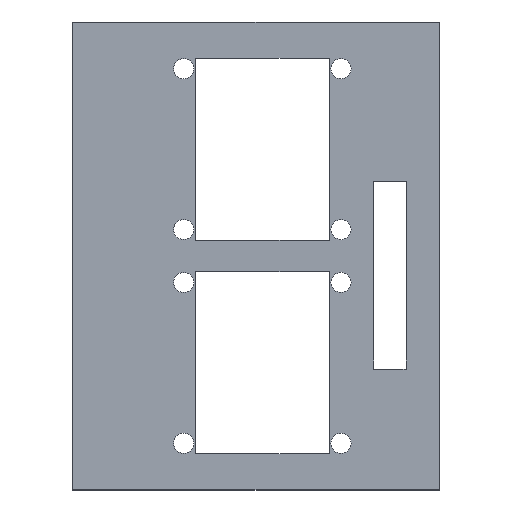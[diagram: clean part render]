
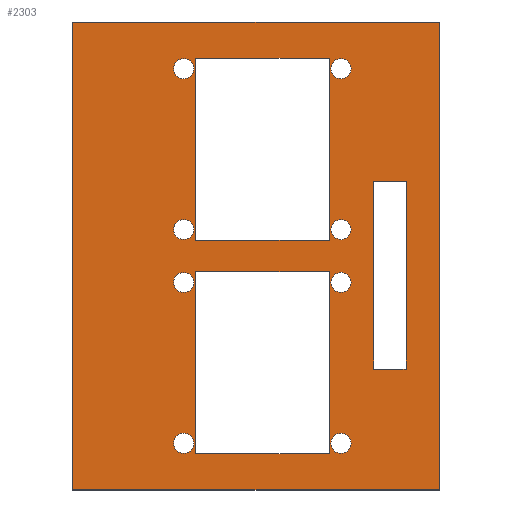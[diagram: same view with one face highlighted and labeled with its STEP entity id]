
A CAD part, top view. The second image highlights one B-rep face of the part: STEP entity #2303.
In plain terms, the highlighted planar face has unit normal (0, 0, 1).
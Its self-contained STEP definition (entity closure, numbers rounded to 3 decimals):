
#89=CIRCLE('',#2443,1.5);
#90=CIRCLE('',#2444,1.5);
#91=CIRCLE('',#2445,1.5);
#92=CIRCLE('',#2446,1.5);
#93=CIRCLE('',#2447,1.5);
#94=CIRCLE('',#2448,1.5);
#95=CIRCLE('',#2449,1.5);
#96=CIRCLE('',#2450,1.5);
#108=FACE_BOUND('',#267,.T.);
#109=FACE_BOUND('',#268,.T.);
#110=FACE_BOUND('',#269,.T.);
#111=FACE_BOUND('',#270,.T.);
#112=FACE_BOUND('',#271,.T.);
#113=FACE_BOUND('',#272,.T.);
#114=FACE_BOUND('',#273,.T.);
#115=FACE_BOUND('',#274,.T.);
#116=FACE_BOUND('',#275,.T.);
#117=FACE_BOUND('',#276,.T.);
#118=FACE_BOUND('',#277,.T.);
#131=FACE_OUTER_BOUND('',#266,.T.);
#266=EDGE_LOOP('',(#1617,#1618,#1619,#1620));
#267=EDGE_LOOP('',(#1621,#1622,#1623,#1624));
#268=EDGE_LOOP('',(#1625,#1626,#1627,#1628));
#269=EDGE_LOOP('',(#1629,#1630,#1631,#1632));
#270=EDGE_LOOP('',(#1633));
#271=EDGE_LOOP('',(#1634));
#272=EDGE_LOOP('',(#1635));
#273=EDGE_LOOP('',(#1636));
#274=EDGE_LOOP('',(#1637));
#275=EDGE_LOOP('',(#1638));
#276=EDGE_LOOP('',(#1639));
#277=EDGE_LOOP('',(#1640));
#393=LINE('',#3239,#680);
#396=LINE('',#3245,#683);
#403=LINE('',#3260,#690);
#411=LINE('',#3274,#698);
#453=LINE('',#3375,#740);
#456=LINE('',#3381,#743);
#457=LINE('',#3383,#744);
#458=LINE('',#3385,#745);
#459=LINE('',#3386,#746);
#460=LINE('',#3388,#747);
#461=LINE('',#3390,#748);
#462=LINE('',#3391,#749);
#463=LINE('',#3394,#750);
#464=LINE('',#3396,#751);
#465=LINE('',#3398,#752);
#466=LINE('',#3399,#753);
#680=VECTOR('',#2602,10.);
#683=VECTOR('',#2607,10.);
#690=VECTOR('',#2618,10.);
#698=VECTOR('',#2630,10.);
#740=VECTOR('',#2700,10.);
#743=VECTOR('',#2705,10.);
#744=VECTOR('',#2706,10.);
#745=VECTOR('',#2707,10.);
#746=VECTOR('',#2708,10.);
#747=VECTOR('',#2709,10.);
#748=VECTOR('',#2710,10.);
#749=VECTOR('',#2711,10.);
#750=VECTOR('',#2712,10.);
#751=VECTOR('',#2713,10.);
#752=VECTOR('',#2714,10.);
#753=VECTOR('',#2715,10.);
#967=VERTEX_POINT('',#3236);
#968=VERTEX_POINT('',#3238);
#970=VERTEX_POINT('',#3244);
#976=VERTEX_POINT('',#3259);
#1024=VERTEX_POINT('',#3373);
#1025=VERTEX_POINT('',#3374);
#1026=VERTEX_POINT('',#3379);
#1027=VERTEX_POINT('',#3380);
#1028=VERTEX_POINT('',#3382);
#1029=VERTEX_POINT('',#3384);
#1030=VERTEX_POINT('',#3387);
#1031=VERTEX_POINT('',#3389);
#1032=VERTEX_POINT('',#3392);
#1033=VERTEX_POINT('',#3393);
#1034=VERTEX_POINT('',#3395);
#1035=VERTEX_POINT('',#3397);
#1036=VERTEX_POINT('',#3400);
#1037=VERTEX_POINT('',#3402);
#1038=VERTEX_POINT('',#3404);
#1039=VERTEX_POINT('',#3406);
#1040=VERTEX_POINT('',#3408);
#1041=VERTEX_POINT('',#3410);
#1042=VERTEX_POINT('',#3412);
#1043=VERTEX_POINT('',#3414);
#1190=EDGE_CURVE('',#968,#967,#393,.T.);
#1193=EDGE_CURVE('',#970,#968,#396,.T.);
#1200=EDGE_CURVE('',#976,#970,#403,.T.);
#1208=EDGE_CURVE('',#967,#976,#411,.T.);
#1258=EDGE_CURVE('',#1024,#1025,#453,.T.);
#1261=EDGE_CURVE('',#1026,#1027,#456,.T.);
#1262=EDGE_CURVE('',#1026,#1028,#457,.T.);
#1263=EDGE_CURVE('',#1029,#1028,#458,.T.);
#1264=EDGE_CURVE('',#1029,#1027,#459,.T.);
#1265=EDGE_CURVE('',#1030,#1024,#460,.T.);
#1266=EDGE_CURVE('',#1025,#1031,#461,.T.);
#1267=EDGE_CURVE('',#1031,#1030,#462,.T.);
#1268=EDGE_CURVE('',#1032,#1033,#463,.T.);
#1269=EDGE_CURVE('',#1033,#1034,#464,.T.);
#1270=EDGE_CURVE('',#1034,#1035,#465,.T.);
#1271=EDGE_CURVE('',#1035,#1032,#466,.T.);
#1272=EDGE_CURVE('',#1036,#1036,#89,.T.);
#1273=EDGE_CURVE('',#1037,#1037,#90,.T.);
#1274=EDGE_CURVE('',#1038,#1038,#91,.T.);
#1275=EDGE_CURVE('',#1039,#1039,#92,.T.);
#1276=EDGE_CURVE('',#1040,#1040,#93,.T.);
#1277=EDGE_CURVE('',#1041,#1041,#94,.T.);
#1278=EDGE_CURVE('',#1042,#1042,#95,.T.);
#1279=EDGE_CURVE('',#1043,#1043,#96,.T.);
#1617=ORIENTED_EDGE('',*,*,#1261,.F.);
#1618=ORIENTED_EDGE('',*,*,#1262,.T.);
#1619=ORIENTED_EDGE('',*,*,#1263,.F.);
#1620=ORIENTED_EDGE('',*,*,#1264,.T.);
#1621=ORIENTED_EDGE('',*,*,#1193,.T.);
#1622=ORIENTED_EDGE('',*,*,#1190,.T.);
#1623=ORIENTED_EDGE('',*,*,#1208,.T.);
#1624=ORIENTED_EDGE('',*,*,#1200,.T.);
#1625=ORIENTED_EDGE('',*,*,#1265,.T.);
#1626=ORIENTED_EDGE('',*,*,#1258,.T.);
#1627=ORIENTED_EDGE('',*,*,#1266,.T.);
#1628=ORIENTED_EDGE('',*,*,#1267,.T.);
#1629=ORIENTED_EDGE('',*,*,#1268,.T.);
#1630=ORIENTED_EDGE('',*,*,#1269,.T.);
#1631=ORIENTED_EDGE('',*,*,#1270,.T.);
#1632=ORIENTED_EDGE('',*,*,#1271,.T.);
#1633=ORIENTED_EDGE('',*,*,#1272,.T.);
#1634=ORIENTED_EDGE('',*,*,#1273,.T.);
#1635=ORIENTED_EDGE('',*,*,#1274,.T.);
#1636=ORIENTED_EDGE('',*,*,#1275,.T.);
#1637=ORIENTED_EDGE('',*,*,#1276,.T.);
#1638=ORIENTED_EDGE('',*,*,#1277,.T.);
#1639=ORIENTED_EDGE('',*,*,#1278,.T.);
#1640=ORIENTED_EDGE('',*,*,#1279,.T.);
#2203=PLANE('',#2442);
#2303=ADVANCED_FACE('',(#131,#108,#109,#110,#111,#112,#113,#114,#115,#116,
#117,#118),#2203,.T.);
#2442=AXIS2_PLACEMENT_3D('',#3378,#2703,#2704);
#2443=AXIS2_PLACEMENT_3D('',#3401,#2716,#2717);
#2444=AXIS2_PLACEMENT_3D('',#3403,#2718,#2719);
#2445=AXIS2_PLACEMENT_3D('',#3405,#2720,#2721);
#2446=AXIS2_PLACEMENT_3D('',#3407,#2722,#2723);
#2447=AXIS2_PLACEMENT_3D('',#3409,#2724,#2725);
#2448=AXIS2_PLACEMENT_3D('',#3411,#2726,#2727);
#2449=AXIS2_PLACEMENT_3D('',#3413,#2728,#2729);
#2450=AXIS2_PLACEMENT_3D('',#3415,#2730,#2731);
#2602=DIRECTION('',(-1.,0.,0.));
#2607=DIRECTION('',(0.,-1.,0.));
#2618=DIRECTION('',(1.,0.,0.));
#2630=DIRECTION('',(0.,1.,0.));
#2700=DIRECTION('',(1.,0.,0.));
#2703=DIRECTION('center_axis',(0.,0.,1.));
#2704=DIRECTION('ref_axis',(-1.,0.,0.));
#2705=DIRECTION('',(1.,0.,0.));
#2706=DIRECTION('',(0.,-1.,0.));
#2707=DIRECTION('',(-1.,0.,0.));
#2708=DIRECTION('',(0.,1.,0.));
#2709=DIRECTION('',(0.,1.,0.));
#2710=DIRECTION('',(0.,-1.,0.));
#2711=DIRECTION('',(-1.,0.,0.));
#2712=DIRECTION('',(0.,1.,0.));
#2713=DIRECTION('',(1.,0.,0.));
#2714=DIRECTION('',(0.,-1.,0.));
#2715=DIRECTION('',(-1.,0.,0.));
#2716=DIRECTION('center_axis',(0.,0.,-1.));
#2717=DIRECTION('ref_axis',(-1.,0.,0.));
#2718=DIRECTION('center_axis',(0.,0.,-1.));
#2719=DIRECTION('ref_axis',(-1.,0.,0.));
#2720=DIRECTION('center_axis',(0.,0.,-1.));
#2721=DIRECTION('ref_axis',(-1.,0.,0.));
#2722=DIRECTION('center_axis',(0.,0.,-1.));
#2723=DIRECTION('ref_axis',(-1.,0.,0.));
#2724=DIRECTION('center_axis',(0.,0.,-1.));
#2725=DIRECTION('ref_axis',(-1.,0.,0.));
#2726=DIRECTION('center_axis',(0.,0.,-1.));
#2727=DIRECTION('ref_axis',(-1.,0.,0.));
#2728=DIRECTION('center_axis',(0.,0.,-1.));
#2729=DIRECTION('ref_axis',(-1.,0.,0.));
#2730=DIRECTION('center_axis',(0.,0.,-1.));
#2731=DIRECTION('ref_axis',(-1.,0.,0.));
#3236=CARTESIAN_POINT('',(48.722,31.838,35.718));
#3238=CARTESIAN_POINT('',(53.576,31.838,35.718));
#3239=CARTESIAN_POINT('',(55.075,31.838,35.718));
#3244=CARTESIAN_POINT('',(53.576,59.896,35.718));
#3245=CARTESIAN_POINT('',(53.576,37.338,35.718));
#3259=CARTESIAN_POINT('',(48.722,59.896,35.718));
#3260=CARTESIAN_POINT('',(52.648,59.896,35.718));
#3274=CARTESIAN_POINT('',(48.722,23.309,35.718));
#3373=CARTESIAN_POINT('',(22.179,78.297,35.718));
#3374=CARTESIAN_POINT('',(42.079,78.297,35.718));
#3375=CARTESIAN_POINT('',(47.876,78.297,35.718));
#3378=CARTESIAN_POINT('Origin',(56.573,14.779,35.718));
#3379=CARTESIAN_POINT('',(3.751,83.68,35.718));
#3380=CARTESIAN_POINT('',(58.574,83.68,35.718));
#3381=CARTESIAN_POINT('',(5.234,83.68,35.718));
#3382=CARTESIAN_POINT('',(3.751,13.78,35.718));
#3383=CARTESIAN_POINT('',(3.751,14.779,35.718));
#3384=CARTESIAN_POINT('',(58.574,13.78,35.718));
#3385=CARTESIAN_POINT('',(56.573,13.78,35.718));
#3386=CARTESIAN_POINT('',(58.574,82.7,35.718));
#3387=CARTESIAN_POINT('',(22.179,51.097,35.718));
#3388=CARTESIAN_POINT('',(22.179,46.438,35.718));
#3389=CARTESIAN_POINT('',(42.079,51.097,35.718));
#3390=CARTESIAN_POINT('',(42.079,46.438,35.718));
#3391=CARTESIAN_POINT('',(49.226,51.097,35.718));
#3392=CARTESIAN_POINT('',(22.179,19.152,35.718));
#3393=CARTESIAN_POINT('',(22.179,46.352,35.718));
#3394=CARTESIAN_POINT('',(22.179,17.066,35.718));
#3395=CARTESIAN_POINT('',(42.079,46.352,35.718));
#3396=CARTESIAN_POINT('',(47.876,46.352,35.718));
#3397=CARTESIAN_POINT('',(42.079,19.152,35.718));
#3398=CARTESIAN_POINT('',(42.079,17.066,35.718));
#3399=CARTESIAN_POINT('',(39.476,19.152,35.718));
#3400=CARTESIAN_POINT('',(45.356,76.713,35.718));
#3401=CARTESIAN_POINT('Origin',(43.856,76.713,35.718));
#3402=CARTESIAN_POINT('',(45.356,44.769,35.718));
#3403=CARTESIAN_POINT('Origin',(43.856,44.769,35.718));
#3404=CARTESIAN_POINT('',(45.356,20.736,35.718));
#3405=CARTESIAN_POINT('Origin',(43.856,20.736,35.718));
#3406=CARTESIAN_POINT('',(21.856,52.68,35.718));
#3407=CARTESIAN_POINT('Origin',(20.356,52.68,35.718));
#3408=CARTESIAN_POINT('',(21.856,44.769,35.718));
#3409=CARTESIAN_POINT('Origin',(20.356,44.769,35.718));
#3410=CARTESIAN_POINT('',(21.856,76.713,35.718));
#3411=CARTESIAN_POINT('Origin',(20.356,76.713,35.718));
#3412=CARTESIAN_POINT('',(45.356,52.68,35.718));
#3413=CARTESIAN_POINT('Origin',(43.856,52.68,35.718));
#3414=CARTESIAN_POINT('',(21.856,20.736,35.718));
#3415=CARTESIAN_POINT('Origin',(20.356,20.736,35.718));
